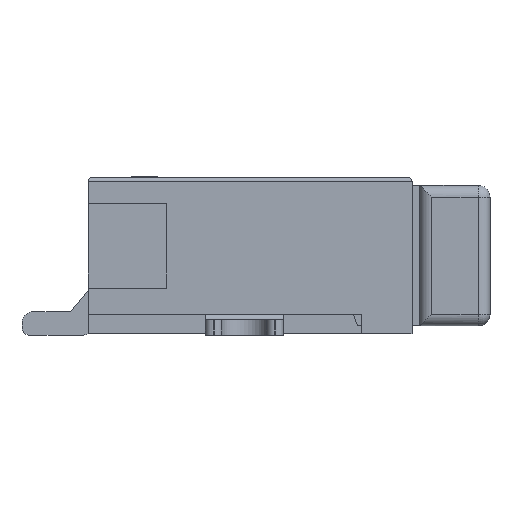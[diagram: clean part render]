
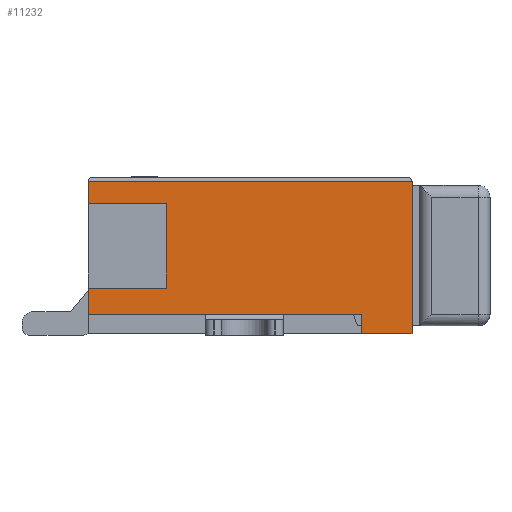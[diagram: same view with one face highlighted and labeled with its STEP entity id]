
A CAD part, left-side view. The second image highlights one B-rep face of the part: STEP entity #11232.
In plain terms, the highlighted planar face has unit normal (-1, 0, 0).
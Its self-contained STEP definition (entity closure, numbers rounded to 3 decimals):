
#225 = VERTEX_POINT ( 'NONE', #15594 ) ;
#313 = DIRECTION ( 'NONE',  ( 0., 1., 0. ) ) ;
#630 = VERTEX_POINT ( 'NONE', #12759 ) ;
#1297 = AXIS2_PLACEMENT_3D ( 'NONE', #9280, #21601, #19292 ) ;
#1353 = VERTEX_POINT ( 'NONE', #1976 ) ;
#1538 = DIRECTION ( 'NONE',  ( 0., 0., 1. ) ) ;
#1679 = EDGE_CURVE ( 'NONE', #2285, #15309, #20361, .T. ) ;
#1738 = ORIENTED_EDGE ( 'NONE', *, *, #9965, .F. ) ;
#1976 = CARTESIAN_POINT ( 'NONE',  ( -3.2, 1.65, -0.416 ) ) ;
#2285 = VERTEX_POINT ( 'NONE', #4661 ) ;
#2604 = VERTEX_POINT ( 'NONE', #3086 ) ;
#2658 = EDGE_CURVE ( 'NONE', #6081, #2604, #17804, .T. ) ;
#2924 = LINE ( 'NONE', #19682, #10899 ) ;
#3086 = CARTESIAN_POINT ( 'NONE',  ( -3.2, 1.65, 0.667 ) ) ;
#3150 = VECTOR ( 'NONE', #14909, 1000. ) ;
#3583 = ORIENTED_EDGE ( 'NONE', *, *, #20393, .T. ) ;
#3819 = PLANE ( 'NONE',  #1297 ) ;
#3947 = FACE_OUTER_BOUND ( 'NONE', #15085, .T. ) ;
#4031 = VECTOR ( 'NONE', #313, 1000. ) ;
#4482 = CARTESIAN_POINT ( 'NONE',  ( -3.2, 0., -0.75 ) ) ;
#4661 = CARTESIAN_POINT ( 'NONE',  ( -3.2, -2.5, -1. ) ) ;
#4868 = ORIENTED_EDGE ( 'NONE', *, *, #8167, .F. ) ;
#5143 = VECTOR ( 'NONE', #9299, 1000. ) ;
#5296 = VECTOR ( 'NONE', #11551, 1000. ) ;
#5391 = CARTESIAN_POINT ( 'NONE',  ( -3.2, 1.65, 0.95 ) ) ;
#5404 = CARTESIAN_POINT ( 'NONE',  ( -3.2, 0., -0.416 ) ) ;
#5464 = VERTEX_POINT ( 'NONE', #25978 ) ;
#5523 = DIRECTION ( 'NONE',  ( 0., 0., -1. ) ) ;
#5854 = ORIENTED_EDGE ( 'NONE', *, *, #2658, .F. ) ;
#6081 = VERTEX_POINT ( 'NONE', #21714 ) ;
#7500 = LINE ( 'NONE', #5404, #21094 ) ;
#7986 = VECTOR ( 'NONE', #5523, 1000. ) ;
#8007 = LINE ( 'NONE', #16349, #20513 ) ;
#8167 = EDGE_CURVE ( 'NONE', #20708, #630, #8474, .T. ) ;
#8474 = LINE ( 'NONE', #4482, #4031 ) ;
#9127 = EDGE_CURVE ( 'NONE', #6081, #225, #12834, .T. ) ;
#9166 = CARTESIAN_POINT ( 'NONE',  ( -3.2, 0., 0.667 ) ) ;
#9267 = DIRECTION ( 'NONE',  ( 0., 0., 1. ) ) ;
#9280 = CARTESIAN_POINT ( 'NONE',  ( -3.2, 0., 0. ) ) ;
#9299 = DIRECTION ( 'NONE',  ( 0., 1., 0. ) ) ;
#9965 = EDGE_CURVE ( 'NONE', #5464, #20708, #2924, .T. ) ;
#10899 = VECTOR ( 'NONE', #9267, 1000. ) ;
#11232 = ADVANCED_FACE ( 'NONE', ( #3947 ), #3819, .T. ) ;
#11551 = DIRECTION ( 'NONE',  ( 0., 1., 0. ) ) ;
#11809 = EDGE_CURVE ( 'NONE', #5464, #2285, #25548, .T. ) ;
#12616 = VECTOR ( 'NONE', #1538, 1000. ) ;
#12759 = CARTESIAN_POINT ( 'NONE',  ( -3.2, 1.65, -0.75 ) ) ;
#12834 = LINE ( 'NONE', #20416, #3150 ) ;
#13172 = ORIENTED_EDGE ( 'NONE', *, *, #11809, .T. ) ;
#13709 = EDGE_CURVE ( 'NONE', #15309, #21866, #19771, .T. ) ;
#13906 = ORIENTED_EDGE ( 'NONE', *, *, #9127, .T. ) ;
#14384 = EDGE_CURVE ( 'NONE', #21866, #2604, #17907, .T. ) ;
#14509 = VECTOR ( 'NONE', #14840, 1000. ) ;
#14840 = DIRECTION ( 'NONE',  ( 0., -1., 0. ) ) ;
#14909 = DIRECTION ( 'NONE',  ( 0., 0., -1. ) ) ;
#15085 = EDGE_LOOP ( 'NONE', ( #27119, #17028, #18883, #5854, #13906, #17108, #3583, #4868, #1738, #13172 ) ) ;
#15309 = VERTEX_POINT ( 'NONE', #19777 ) ;
#15594 = CARTESIAN_POINT ( 'NONE',  ( -3.2, 0.65, -0.416 ) ) ;
#16349 = CARTESIAN_POINT ( 'NONE',  ( -3.2, 1.65, 1. ) ) ;
#16357 = CARTESIAN_POINT ( 'NONE',  ( -3.2, 1.65, 1. ) ) ;
#17028 = ORIENTED_EDGE ( 'NONE', *, *, #13709, .T. ) ;
#17108 = ORIENTED_EDGE ( 'NONE', *, *, #23426, .F. ) ;
#17804 = LINE ( 'NONE', #9166, #5143 ) ;
#17907 = LINE ( 'NONE', #16357, #7986 ) ;
#18464 = CARTESIAN_POINT ( 'NONE',  ( -3.2, -2.5, -1. ) ) ;
#18883 = ORIENTED_EDGE ( 'NONE', *, *, #14384, .T. ) ;
#19292 = DIRECTION ( 'NONE',  ( 0., 0., 1. ) ) ;
#19682 = CARTESIAN_POINT ( 'NONE',  ( -3.2, -1.85, 0. ) ) ;
#19771 = LINE ( 'NONE', #24162, #5296 ) ;
#19777 = CARTESIAN_POINT ( 'NONE',  ( -3.2, -2.5, 0.95 ) ) ;
#20361 = LINE ( 'NONE', #18464, #12616 ) ;
#20393 = EDGE_CURVE ( 'NONE', #1353, #630, #8007, .T. ) ;
#20416 = CARTESIAN_POINT ( 'NONE',  ( -3.2, 0.65, 0. ) ) ;
#20513 = VECTOR ( 'NONE', #24749, 1000. ) ;
#20708 = VERTEX_POINT ( 'NONE', #26049 ) ;
#21094 = VECTOR ( 'NONE', #24647, 1000. ) ;
#21392 = CARTESIAN_POINT ( 'NONE',  ( -3.2, 1.65, -1. ) ) ;
#21601 = DIRECTION ( 'NONE',  ( -1., 0., 0. ) ) ;
#21714 = CARTESIAN_POINT ( 'NONE',  ( -3.2, 0.65, 0.667 ) ) ;
#21866 = VERTEX_POINT ( 'NONE', #5391 ) ;
#23426 = EDGE_CURVE ( 'NONE', #1353, #225, #7500, .T. ) ;
#24162 = CARTESIAN_POINT ( 'NONE',  ( -3.2, 1.65, 0.95 ) ) ;
#24647 = DIRECTION ( 'NONE',  ( 0., -1., 0. ) ) ;
#24749 = DIRECTION ( 'NONE',  ( 0., 0., -1. ) ) ;
#25548 = LINE ( 'NONE', #21392, #14509 ) ;
#25978 = CARTESIAN_POINT ( 'NONE',  ( -3.2, -1.85, -1. ) ) ;
#26049 = CARTESIAN_POINT ( 'NONE',  ( -3.2, -1.85, -0.75 ) ) ;
#27119 = ORIENTED_EDGE ( 'NONE', *, *, #1679, .T. ) ;
